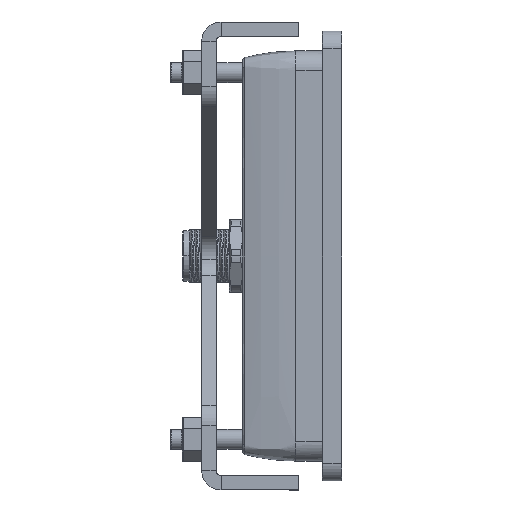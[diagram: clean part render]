
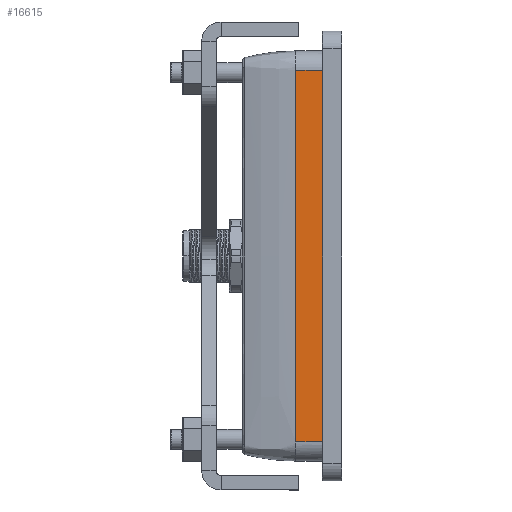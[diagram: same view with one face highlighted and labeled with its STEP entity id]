
A CAD part, left-side view. The second image highlights one B-rep face of the part: STEP entity #16615.
In plain terms, the highlighted planar face has unit normal (-1, 0, 0).
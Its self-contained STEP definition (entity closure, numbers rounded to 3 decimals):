
#341 = ORIENTED_EDGE ( 'NONE', *, *, #55182, .F. ) ;
#2255 = DIRECTION ( 'NONE',  ( 0., 0., -1. ) ) ;
#3209 = DIRECTION ( 'NONE',  ( 0., 1., 0. ) ) ;
#3250 = CARTESIAN_POINT ( 'NONE',  ( -2.246, 69.484, 132.002 ) ) ;
#3301 = CARTESIAN_POINT ( 'NONE',  ( -2.246, 74.984, 122.144 ) ) ;
#4945 = VERTEX_POINT ( 'NONE', #7617 ) ;
#7613 = VECTOR ( 'NONE', #2255, 1000. ) ;
#7617 = CARTESIAN_POINT ( 'NONE',  ( -2.246, 69.484, 55.002 ) ) ;
#8550 = CARTESIAN_POINT ( 'NONE',  ( -2.246, 74.984, 132.002 ) ) ;
#11623 = AXIS2_PLACEMENT_3D ( 'NONE', #21573, #57843, #26787 ) ;
#13575 = CARTESIAN_POINT ( 'NONE',  ( -2.246, 74.984, 55.002 ) ) ;
#15561 = ORIENTED_EDGE ( 'NONE', *, *, #55082, .T. ) ;
#16307 = CARTESIAN_POINT ( 'NONE',  ( -2.246, 74.984, 132.002 ) ) ;
#16615 = ADVANCED_FACE ( 'NONE', ( #23081 ), #52225, .F. ) ;
#17436 = VERTEX_POINT ( 'NONE', #66919 ) ;
#17789 = DIRECTION ( 'NONE',  ( 0., 1., 0. ) ) ;
#18769 = CARTESIAN_POINT ( 'NONE',  ( -2.246, 74.984, 64.86 ) ) ;
#19277 = VECTOR ( 'NONE', #3209, 1000. ) ;
#20141 = EDGE_CURVE ( 'NONE', #17436, #32167, #63130, .T. ) ;
#20412 = ORIENTED_EDGE ( 'NONE', *, *, #50915, .F. ) ;
#20892 = LINE ( 'NONE', #34090, #19277 ) ;
#21422 = LINE ( 'NONE', #23181, #7613 ) ;
#21573 = CARTESIAN_POINT ( 'NONE',  ( -2.246, 69.484, 132.002 ) ) ;
#23081 = FACE_OUTER_BOUND ( 'NONE', #56882, .T. ) ;
#23181 = CARTESIAN_POINT ( 'NONE',  ( -2.246, 69.484, 132.002 ) ) ;
#23986 = CARTESIAN_POINT ( 'NONE',  ( -2.246, 74.984, 83.934 ) ) ;
#26787 = DIRECTION ( 'NONE',  ( 0., 0., -1. ) ) ;
#27385 = LINE ( 'NONE', #59477, #53383 ) ;
#29178 = CARTESIAN_POINT ( 'NONE',  ( -2.246, 74.984, 96.71 ) ) ;
#32167 = VERTEX_POINT ( 'NONE', #16307 ) ;
#34090 = CARTESIAN_POINT ( 'NONE',  ( -2.246, 69.484, 55.002 ) ) ;
#34389 = CARTESIAN_POINT ( 'NONE',  ( -2.246, 74.984, 112.566 ) ) ;
#39638 = CARTESIAN_POINT ( 'NONE',  ( -2.246, 74.984, 128.673 ) ) ;
#42735 = ORIENTED_EDGE ( 'NONE', *, *, #20141, .F. ) ;
#46967 = VERTEX_POINT ( 'NONE', #3250 ) ;
#50915 = EDGE_CURVE ( 'NONE', #46967, #4945, #21422, .T. ) ;
#52225 = PLANE ( 'NONE',  #11623 ) ;
#53383 = VECTOR ( 'NONE', #17789, 1000. ) ;
#55054 = CARTESIAN_POINT ( 'NONE',  ( -2.246, 74.984, 74.438 ) ) ;
#55082 = EDGE_CURVE ( 'NONE', #46967, #32167, #27385, .T. ) ;
#55182 = EDGE_CURVE ( 'NONE', #4945, #17436, #20892, .T. ) ;
#56882 = EDGE_LOOP ( 'NONE', ( #42735, #341, #20412, #15561 ) ) ;
#57843 = DIRECTION ( 'NONE',  ( 1., 0., 0. ) ) ;
#59477 = CARTESIAN_POINT ( 'NONE',  ( -2.246, 69.484, 132.002 ) ) ;
#60244 = CARTESIAN_POINT ( 'NONE',  ( -2.246, 74.984, 90.294 ) ) ;
#63130 = B_SPLINE_CURVE_WITH_KNOTS ( 'NONE', 3,
 ( #13575, #65257, #18769, #55054, #23986, #60244, #29178, #65487, #34389, #3301, #39638, #8550 ),
 .UNSPECIFIED., .F., .F.,
 ( 4, 1, 1, 1, 2, 1, 1, 1, 4 ),
 ( 0., 0.125, 0.25, 0.375, 0.5, 0.625, 0.75, 0.875, 1. ),
 .UNSPECIFIED. ) ;
#65257 = CARTESIAN_POINT ( 'NONE',  ( -2.246, 74.984, 58.33 ) ) ;
#65487 = CARTESIAN_POINT ( 'NONE',  ( -2.246, 74.984, 103.069 ) ) ;
#66919 = CARTESIAN_POINT ( 'NONE',  ( -2.246, 74.984, 55.002 ) ) ;
